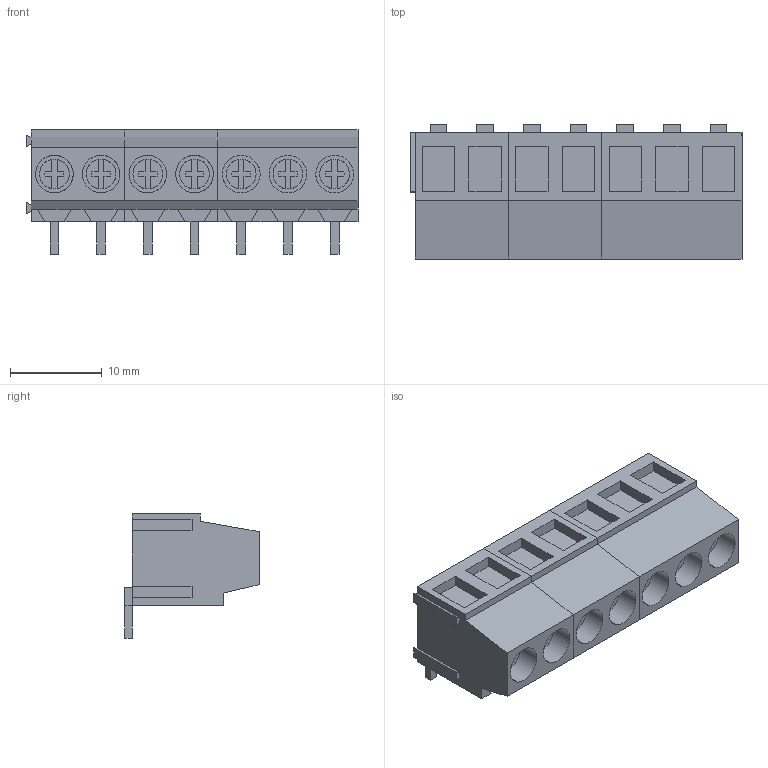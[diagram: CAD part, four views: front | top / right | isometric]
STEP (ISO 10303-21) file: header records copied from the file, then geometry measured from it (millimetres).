
FILE_DESCRIPTION(('CATIA V5 STEP Exchange','CAx-IF Rec.Pracs.--- Model Styling and Organization---1.2---2011-12-15'),'2;1');
FILE_NAME ('D1465179_0_9995000000_9995000000.stp','2018-03-31T11:20:59+00:00',('none'),('Weidmueller'),'CATIA Version 5-6 Release 2014','CATIA V5 STEP AP214','none');
FILE_SCHEMA(('AUTOMOTIVE_DESIGN { 1 0 10303 214 1 1 1 1 }'));
Length unit declared in the file: millimetre
Products named in the file (1): 9995000000
Bounding box: 36.11 x 14.6 x 13.5 mm (x, y, z)
Volume: 3391.6 mm3; surface area: 4073.1 mm2
Topology: 17 solids, 17 shells, 512 faces, 1357 edges, 900 vertices
Faces by surface type: plane 470, cylinder 42
Entity records: 15427 total; most frequent: CARTESIAN_POINT 2910, ORIENTED_EDGE 2714, DIRECTION 2105, EDGE_CURVE 1357, VECTOR 1245, LINE 1245, VERTEX_POINT 900, EDGE_LOOP 533
